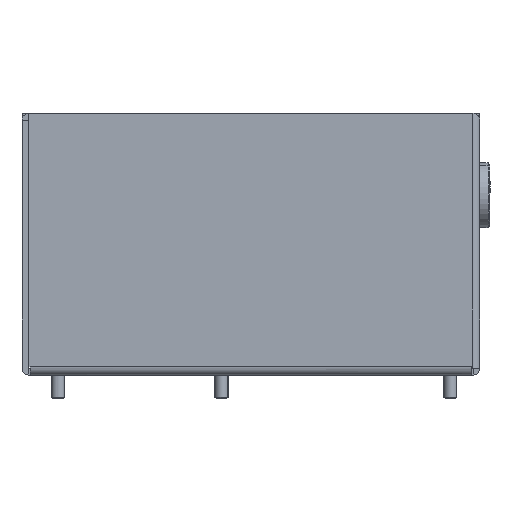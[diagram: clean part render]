
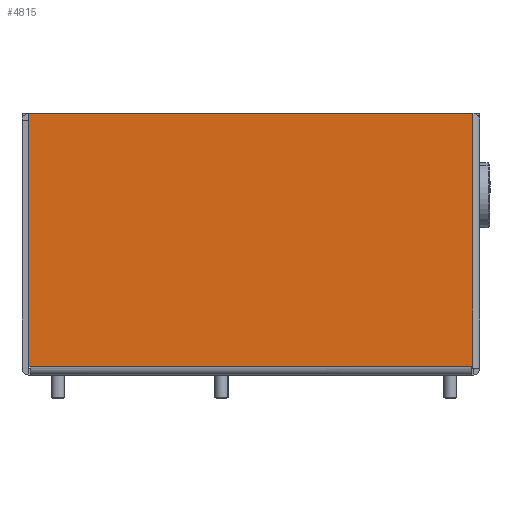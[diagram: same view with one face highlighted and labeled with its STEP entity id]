
A CAD part, left-side view. The second image highlights one B-rep face of the part: STEP entity #4815.
In plain terms, the highlighted face is planar.
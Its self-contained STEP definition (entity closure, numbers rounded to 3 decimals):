
#39 = CARTESIAN_POINT ( 'NONE',  ( 237., 0., 77.5 ) ) ;
#198 = LINE ( 'NONE', #39, #1492 ) ;
#294 = EDGE_CURVE ( 'NONE', #4669, #5492, #198, .T. ) ;
#315 = EDGE_CURVE ( 'NONE', #4669, #5877, #7694, .T. ) ;
#408 = EDGE_CURVE ( 'NONE', #6975, #2922, #3044, .T. ) ;
#917 = EDGE_CURVE ( 'NONE', #6975, #6447, #2153, .T. ) ;
#1034 = ORIENTED_EDGE ( 'NONE', *, *, #8002, .T. ) ;
#1037 = CARTESIAN_POINT ( 'NONE',  ( 237., 2.5, 77.9 ) ) ;
#1120 = FACE_OUTER_BOUND ( 'NONE', #2354, .T. ) ;
#1416 = AXIS2_PLACEMENT_3D ( 'NONE', #6915, #3658, #6760 ) ;
#1492 = VECTOR ( 'NONE', #6413, 1000. ) ;
#1662 = ORIENTED_EDGE ( 'NONE', *, *, #315, .F. ) ;
#1760 = DIRECTION ( 'NONE',  ( 0., 0., -1. ) ) ;
#1796 = LINE ( 'NONE', #4344, #3021 ) ;
#2121 = CARTESIAN_POINT ( 'NONE',  ( 237., 137.999, 77.5 ) ) ;
#2153 = LINE ( 'NONE', #1037, #6959 ) ;
#2259 = ORIENTED_EDGE ( 'NONE', *, *, #917, .T. ) ;
#2354 = EDGE_LOOP ( 'NONE', ( #4163, #6448, #4233, #2259, #4301, #1034, #1662 ) ) ;
#2363 = CARTESIAN_POINT ( 'NONE',  ( 237., 2.1, 77.9 ) ) ;
#2425 = VECTOR ( 'NONE', #5823, 1000. ) ;
#2500 = DIRECTION ( 'NONE',  ( 0., 0., -1. ) ) ;
#2640 = VERTEX_POINT ( 'NONE', #6155 ) ;
#2920 = CARTESIAN_POINT ( 'NONE',  ( 237., 137.999, 0. ) ) ;
#2922 = VERTEX_POINT ( 'NONE', #6355 ) ;
#3021 = VECTOR ( 'NONE', #2500, 1000. ) ;
#3044 = LINE ( 'NONE', #5947, #3367 ) ;
#3136 = LINE ( 'NONE', #6311, #3329 ) ;
#3329 = VECTOR ( 'NONE', #6936, 1000. ) ;
#3367 = VECTOR ( 'NONE', #1760, 1000. ) ;
#3424 = VECTOR ( 'NONE', #3448, 1000. ) ;
#3448 = DIRECTION ( 'NONE',  ( 0., -1., 0. ) ) ;
#3658 = DIRECTION ( 'NONE',  ( -1., 0., 0. ) ) ;
#3810 = EDGE_CURVE ( 'NONE', #6447, #2640, #1796, .T. ) ;
#3867 = CARTESIAN_POINT ( 'NONE',  ( 237., 137.999, 80. ) ) ;
#4163 = ORIENTED_EDGE ( 'NONE', *, *, #294, .T. ) ;
#4233 = ORIENTED_EDGE ( 'NONE', *, *, #408, .F. ) ;
#4301 = ORIENTED_EDGE ( 'NONE', *, *, #3810, .T. ) ;
#4344 = CARTESIAN_POINT ( 'NONE',  ( 237., 2.1, 80. ) ) ;
#4669 = VERTEX_POINT ( 'NONE', #2121 ) ;
#4746 = LINE ( 'NONE', #8017, #3424 ) ;
#4815 = ADVANCED_FACE ( 'NONE', ( #1120 ), #5580, .F. ) ;
#4873 = DIRECTION ( 'NONE',  ( 0., -1., 0. ) ) ;
#5107 = EDGE_CURVE ( 'NONE', #5492, #2922, #4746, .T. ) ;
#5492 = VERTEX_POINT ( 'NONE', #7103 ) ;
#5580 = PLANE ( 'NONE',  #1416 ) ;
#5823 = DIRECTION ( 'NONE',  ( 0., 0., -1. ) ) ;
#5877 = VERTEX_POINT ( 'NONE', #2920 ) ;
#5947 = CARTESIAN_POINT ( 'NONE',  ( 237., 2.5, 80. ) ) ;
#6155 = CARTESIAN_POINT ( 'NONE',  ( 237., 2.1, 0. ) ) ;
#6311 = CARTESIAN_POINT ( 'NONE',  ( 237., 0., 0. ) ) ;
#6355 = CARTESIAN_POINT ( 'NONE',  ( 237., 2.5, 77.5 ) ) ;
#6413 = DIRECTION ( 'NONE',  ( 0., -1., 0. ) ) ;
#6447 = VERTEX_POINT ( 'NONE', #2363 ) ;
#6448 = ORIENTED_EDGE ( 'NONE', *, *, #5107, .T. ) ;
#6760 = DIRECTION ( 'NONE',  ( 0., -1., 0. ) ) ;
#6915 = CARTESIAN_POINT ( 'NONE',  ( 237., 0., 80. ) ) ;
#6936 = DIRECTION ( 'NONE',  ( 0., 1., 0. ) ) ;
#6959 = VECTOR ( 'NONE', #4873, 1000. ) ;
#6975 = VERTEX_POINT ( 'NONE', #7012 ) ;
#7012 = CARTESIAN_POINT ( 'NONE',  ( 237., 2.5, 77.9 ) ) ;
#7103 = CARTESIAN_POINT ( 'NONE',  ( 237., 137.5, 77.5 ) ) ;
#7694 = LINE ( 'NONE', #3867, #2425 ) ;
#8002 = EDGE_CURVE ( 'NONE', #2640, #5877, #3136, .T. ) ;
#8017 = CARTESIAN_POINT ( 'NONE',  ( 237., 137.5, 77.5 ) ) ;
